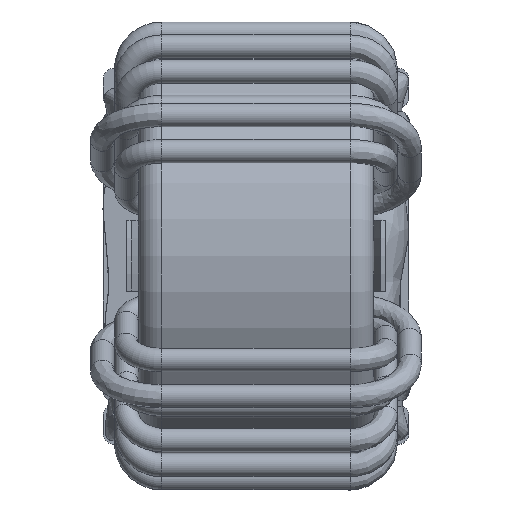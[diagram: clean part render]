
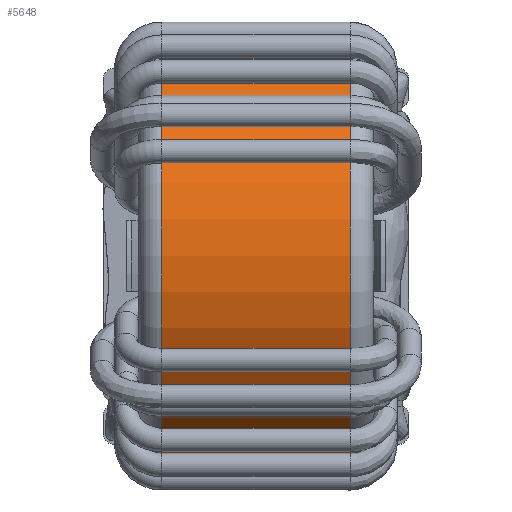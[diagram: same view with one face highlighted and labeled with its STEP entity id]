
A CAD part, top view. The second image highlights one B-rep face of the part: STEP entity #5648.
In plain terms, the highlighted cylindrical face has radius 9 mm (diameter 18 mm), a full revolution.
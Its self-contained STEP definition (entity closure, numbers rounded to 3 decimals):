
#716=CYLINDRICAL_SURFACE('',#8669,9.);
#1454=ORIENTED_EDGE('',*,*,#2695,.F.);
#1455=ORIENTED_EDGE('',*,*,#2692,.T.);
#2692=EDGE_CURVE('',#3418,#3418,#3946,.T.);
#2695=EDGE_CURVE('',#3421,#3421,#3949,.T.);
#3418=VERTEX_POINT('',#21801);
#3421=VERTEX_POINT('',#21808);
#3946=CIRCLE('',#8656,9.);
#3949=CIRCLE('',#8660,9.);
#4486=EDGE_LOOP('',(#1454));
#4487=EDGE_LOOP('',(#1455));
#5124=FACE_BOUND('',#4486,.T.);
#5125=FACE_BOUND('',#4487,.T.);
#5648=ADVANCED_FACE('',(#5124,#5125),#716,.T.);
#8656=AXIS2_PLACEMENT_3D('',#21800,#9651,#9652);
#8660=AXIS2_PLACEMENT_3D('',#21807,#9659,#9660);
#8669=AXIS2_PLACEMENT_3D('',#21821,#9677,#9678);
#9651=DIRECTION('',(0.,1.,0.));
#9652=DIRECTION('',(0.,0.,1.));
#9659=DIRECTION('',(0.,1.,0.));
#9660=DIRECTION('',(0.,0.,1.));
#9677=DIRECTION('',(0.,1.,0.));
#9678=DIRECTION('',(0.,0.,1.));
#21800=CARTESIAN_POINT('',(0.,-4.,9.1));
#21801=CARTESIAN_POINT('',(0.,-4.,18.1));
#21807=CARTESIAN_POINT('',(0.,4.,9.1));
#21808=CARTESIAN_POINT('',(0.,4.,18.1));
#21821=CARTESIAN_POINT('',(0.,-5.,9.1));
